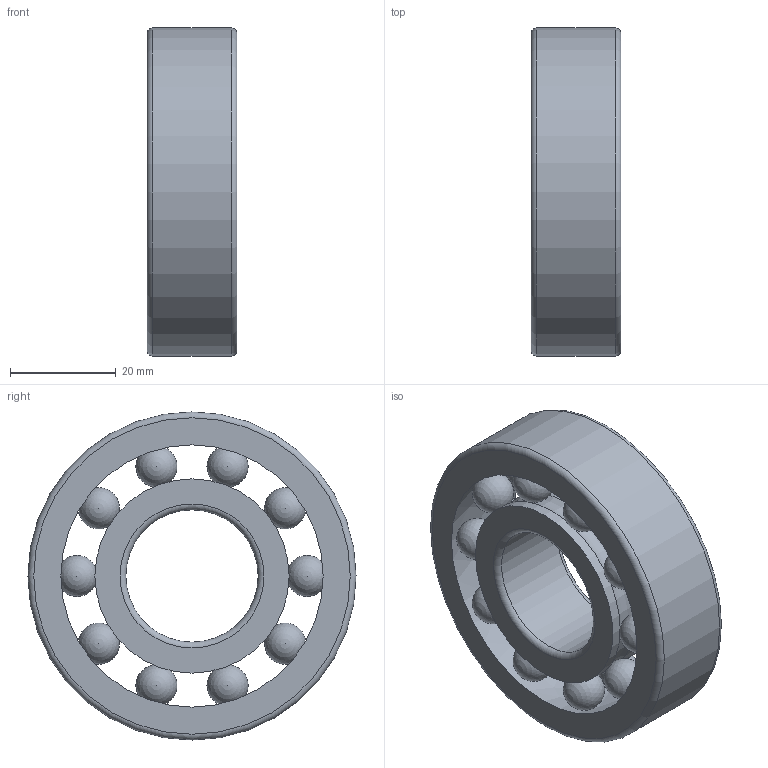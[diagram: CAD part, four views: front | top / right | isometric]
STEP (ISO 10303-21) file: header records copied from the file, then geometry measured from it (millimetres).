
FILE_DESCRIPTION(/* description */ ('STEP AP214'),/* implementation_level */ '2;1');
FILE_NAME(/* name */ '1305S',/* time_stamp */ '2024-10-04T12:39:01+02:00',/* author */ ('License CC BY-ND 4.0'),/* organization */ ('CADENAS'),/* preprocessor_version */ 'ST-DEVELOPER v19.3',/* originating_system */ 'PARTsolutions',/* authorisation */ ' ');
FILE_SCHEMA (('AUTOMOTIVE_DESIGN {1 0 10303 214 3 1 1}'));
Length unit declared in the file: millimetre
Products named in the file (4): 1305S; 1305S Inner ring; 1305S Outer ring; 1305S Ball
Assembly tree (22 placements, depth 2):
  1305S
    1305S Inner ring
    1305S Outer ring
    1305S Ball  x20
Bounding box: 17 x 62 x 62 mm (x, y, z)
Volume: 30176.9 mm3; surface area: 16326.7 mm2
Topology: 22 solids, 22 shells, 36 faces, 88 edges, 56 vertices
Faces by surface type: sphere 21, torus 6, cylinder 5, plane 4
Full cylindrical faces by diameter (mm): 25 x1, 36.692 x3, 62 x1
Entity records: 599 total; most frequent: DIRECTION 112, CARTESIAN_POINT 73, AXIS2_PLACEMENT_3D 56, FACE_BOUND 33, ORIENTED_EDGE 32, EDGE_LOOP 32, PRODUCT_DEFINITION_SHAPE 26, CONTEXT_DEPENDENT_SHAPE_REPRESENTATION 22
